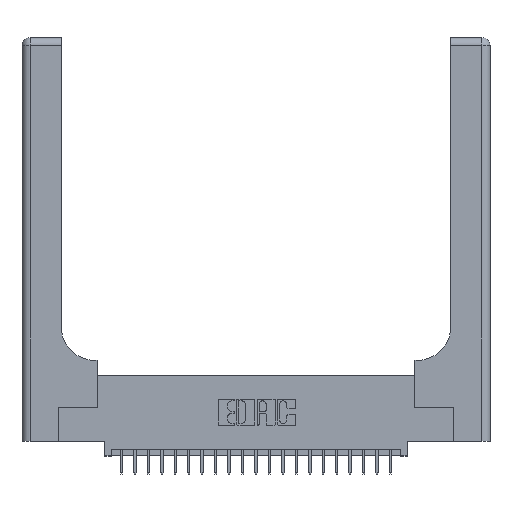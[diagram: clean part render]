
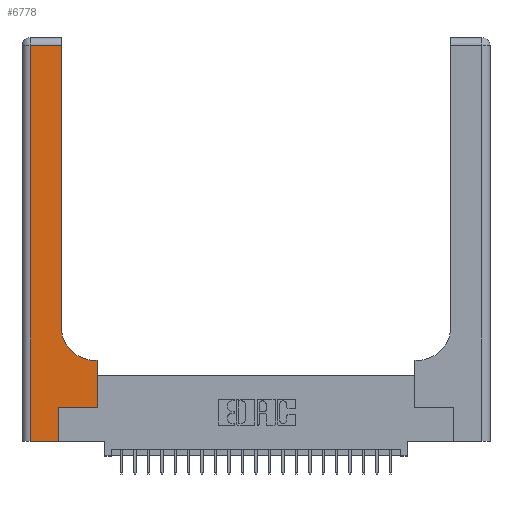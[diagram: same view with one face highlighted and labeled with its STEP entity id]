
A CAD part, top view. The second image highlights one B-rep face of the part: STEP entity #6778.
In plain terms, the highlighted planar face has unit normal (0, 0, 1).
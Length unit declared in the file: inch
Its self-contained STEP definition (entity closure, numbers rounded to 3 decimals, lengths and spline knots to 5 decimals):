
#1242 = CARTESIAN_POINT ( 'NONE',  ( 0.2915, 0.6, 0.37 ) ) ;
#1898 = EDGE_CURVE ( 'NONE', #24111, #20359, #10332, .T. ) ;
#2073 = DIRECTION ( 'NONE',  ( -1., 0., 0. ) ) ;
#2189 = VECTOR ( 'NONE', #17347, 39.37008 ) ;
#2272 = DIRECTION ( 'NONE',  ( 1., 0., 0. ) ) ;
#2656 = CARTESIAN_POINT ( 'NONE',  ( 0.5415, 0.6, 0.37 ) ) ;
#3017 = CARTESIAN_POINT ( 'NONE',  ( 0.2915, 3., 0.37 ) ) ;
#3109 = DIRECTION ( 'NONE',  ( -1., 0., 0. ) ) ;
#3133 = DIRECTION ( 'NONE',  ( 0., 0., -1. ) ) ;
#3171 = VERTEX_POINT ( 'NONE', #23173 ) ;
#3180 = CARTESIAN_POINT ( 'NONE',  ( 0.5585, 0.25, 0.37 ) ) ;
#3366 = ORIENTED_EDGE ( 'NONE', *, *, #12209, .T. ) ;
#3396 = CIRCLE ( 'NONE', #9755, 0.25 ) ;
#3557 = VECTOR ( 'NONE', #12690, 39.37008 ) ;
#3648 = ORIENTED_EDGE ( 'NONE', *, *, #20876, .T. ) ;
#4324 = VECTOR ( 'NONE', #15532, 39.37008 ) ;
#4764 = LINE ( 'NONE', #3017, #24231 ) ;
#4776 = CARTESIAN_POINT ( 'NONE',  ( 0.5585, 0.6, 0.37 ) ) ;
#4982 = CARTESIAN_POINT ( 'NONE',  ( 0., 0., 0.37 ) ) ;
#5868 = ORIENTED_EDGE ( 'NONE', *, *, #1898, .T. ) ;
#6537 = ORIENTED_EDGE ( 'NONE', *, *, #20574, .T. ) ;
#6715 = EDGE_CURVE ( 'NONE', #20359, #3171, #3396, .T. ) ;
#6778 = ADVANCED_FACE ( 'NONE', ( #14473 ), #10230, .F. ) ;
#6831 = LINE ( 'NONE', #4982, #15575 ) ;
#6978 = DIRECTION ( 'NONE',  ( -1., 0., 0. ) ) ;
#7094 = LINE ( 'NONE', #23895, #3557 ) ;
#7538 = CARTESIAN_POINT ( 'NONE',  ( 0., 2.94, 0.37 ) ) ;
#7585 = VERTEX_POINT ( 'NONE', #11270 ) ;
#7712 = VECTOR ( 'NONE', #2073, 39.37008 ) ;
#7769 = LINE ( 'NONE', #13383, #4324 ) ;
#8201 = CARTESIAN_POINT ( 'NONE',  ( 0.06, 0., 0.37 ) ) ;
#8639 = VERTEX_POINT ( 'NONE', #16431 ) ;
#9755 = AXIS2_PLACEMENT_3D ( 'NONE', #13604, #17271, #21536 ) ;
#9819 = LINE ( 'NONE', #13304, #2189 ) ;
#10154 = AXIS2_PLACEMENT_3D ( 'NONE', #24035, #3133, #6978 ) ;
#10230 = PLANE ( 'NONE',  #10154 ) ;
#10332 = LINE ( 'NONE', #1242, #10819 ) ;
#10819 = VECTOR ( 'NONE', #3109, 39.37008 ) ;
#10979 = VERTEX_POINT ( 'NONE', #20782 ) ;
#11139 = LINE ( 'NONE', #7538, #7712 ) ;
#11270 = CARTESIAN_POINT ( 'NONE',  ( 0.269, 0.25, 0.37 ) ) ;
#11615 = ORIENTED_EDGE ( 'NONE', *, *, #13001, .T. ) ;
#12209 = EDGE_CURVE ( 'NONE', #8639, #24559, #11139, .T. ) ;
#12343 = DIRECTION ( 'NONE',  ( 0., 1., 0. ) ) ;
#12466 = ORIENTED_EDGE ( 'NONE', *, *, #24686, .T. ) ;
#12565 = DIRECTION ( 'NONE',  ( 1., 0., 0. ) ) ;
#12690 = DIRECTION ( 'NONE',  ( 0., 1., 0. ) ) ;
#12857 = VERTEX_POINT ( 'NONE', #8201 ) ;
#13001 = EDGE_CURVE ( 'NONE', #23781, #24111, #9819, .T. ) ;
#13304 = CARTESIAN_POINT ( 'NONE',  ( 0.5585, 0.25, 0.37 ) ) ;
#13383 = CARTESIAN_POINT ( 'NONE',  ( 0.06, 3., 0.37 ) ) ;
#13579 = LINE ( 'NONE', #21382, #13706 ) ;
#13604 = CARTESIAN_POINT ( 'NONE',  ( 0.5415, 0.85, 0.37 ) ) ;
#13706 = VECTOR ( 'NONE', #2272, 39.37008 ) ;
#13754 = EDGE_LOOP ( 'NONE', ( #6537, #3366, #22516, #18417, #12466, #3648, #11615, #5868, #17771 ) ) ;
#14216 = CARTESIAN_POINT ( 'NONE',  ( 0.06, 2.94, 0.37 ) ) ;
#14473 = FACE_OUTER_BOUND ( 'NONE', #13754, .T. ) ;
#15532 = DIRECTION ( 'NONE',  ( 0., -1., 0. ) ) ;
#15575 = VECTOR ( 'NONE', #12565, 39.37008 ) ;
#16431 = CARTESIAN_POINT ( 'NONE',  ( 0.2915, 2.94, 0.37 ) ) ;
#17271 = DIRECTION ( 'NONE',  ( 0., 0., -1. ) ) ;
#17347 = DIRECTION ( 'NONE',  ( 0., 1., 0. ) ) ;
#17771 = ORIENTED_EDGE ( 'NONE', *, *, #6715, .T. ) ;
#18417 = ORIENTED_EDGE ( 'NONE', *, *, #22274, .T. ) ;
#20359 = VERTEX_POINT ( 'NONE', #2656 ) ;
#20574 = EDGE_CURVE ( 'NONE', #3171, #8639, #4764, .T. ) ;
#20782 = CARTESIAN_POINT ( 'NONE',  ( 0.269, 0., 0.37 ) ) ;
#20876 = EDGE_CURVE ( 'NONE', #7585, #23781, #13579, .T. ) ;
#21382 = CARTESIAN_POINT ( 'NONE',  ( 0.269, 0.25, 0.37 ) ) ;
#21536 = DIRECTION ( 'NONE',  ( 1., 0., 0. ) ) ;
#22274 = EDGE_CURVE ( 'NONE', #12857, #10979, #6831, .T. ) ;
#22516 = ORIENTED_EDGE ( 'NONE', *, *, #23896, .T. ) ;
#23173 = CARTESIAN_POINT ( 'NONE',  ( 0.2915, 0.85, 0.37 ) ) ;
#23781 = VERTEX_POINT ( 'NONE', #3180 ) ;
#23895 = CARTESIAN_POINT ( 'NONE',  ( 0.269, 0., 0.37 ) ) ;
#23896 = EDGE_CURVE ( 'NONE', #24559, #12857, #7769, .T. ) ;
#24035 = CARTESIAN_POINT ( 'NONE',  ( 0., 3., 0.37 ) ) ;
#24111 = VERTEX_POINT ( 'NONE', #4776 ) ;
#24231 = VECTOR ( 'NONE', #12343, 39.37008 ) ;
#24559 = VERTEX_POINT ( 'NONE', #14216 ) ;
#24686 = EDGE_CURVE ( 'NONE', #10979, #7585, #7094, .T. ) ;
